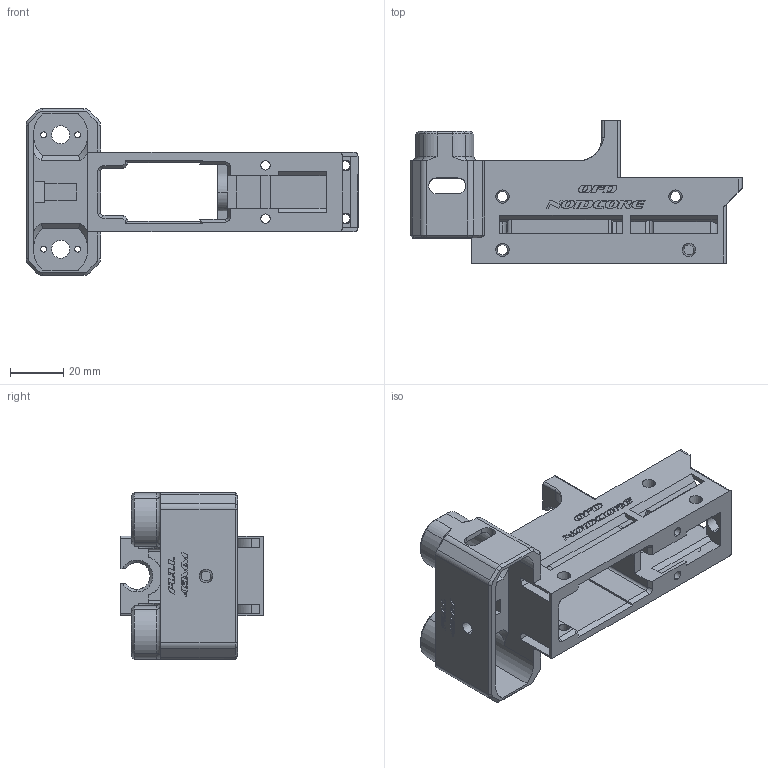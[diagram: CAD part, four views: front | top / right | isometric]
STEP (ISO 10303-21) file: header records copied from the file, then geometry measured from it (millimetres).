
FILE_DESCRIPTION (( 'STEP AP214' ), '1' );
FILE_NAME ('OFD_NOIDCORE_STRAIGHT_FULL_43MM_V1.STEP', '2023-03-21T18:16:24', ( '' ), ( '' ), 'SwSTEP 2.0', 'SolidWorks 2020', '' );
FILE_SCHEMA (( 'AUTOMOTIVE_DESIGN' ));
Length unit declared in the file: millimetre
Products named in the file (1): OFD_NOIDCORE_STRAIGHT_FULL_43MM_V1
Bounding box: 124.75 x 53.5 x 62.7 mm (x, y, z)
Volume: 62516.7 mm3; surface area: 39199.2 mm2
Topology: 1 solids, 1 shells, 961 faces, 2707 edges, 1766 vertices
Faces by surface type: plane 478, bspline 289, cylinder 103, cone 75, torus 16
Entity records: 39586 total; most frequent: CARTESIAN_POINT 16566, ORIENTED_EDGE 5414, DIRECTION 3706, EDGE_CURVE 2707, VERTEX_POINT 1766, VECTOR 1704, LINE 1704, EDGE_LOOP 1045
